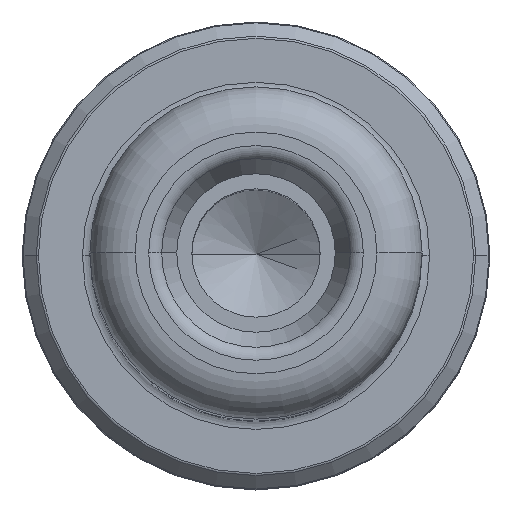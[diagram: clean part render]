
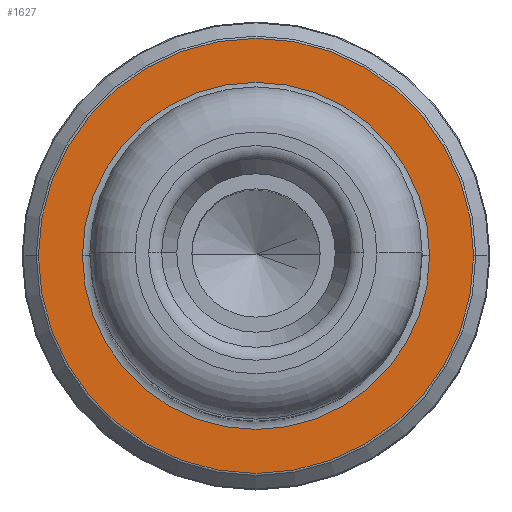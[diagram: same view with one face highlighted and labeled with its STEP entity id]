
A CAD part, top view. The second image highlights one B-rep face of the part: STEP entity #1627.
In plain terms, the highlighted planar face has unit normal (0, 0, 1).
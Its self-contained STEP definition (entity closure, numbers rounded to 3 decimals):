
#108 = ORIENTED_EDGE ( 'NONE', *, *, #2055, .T. ) ;
#141 = AXIS2_PLACEMENT_3D ( 'NONE', #1086, #2665, #2010 ) ;
#157 = EDGE_CURVE ( 'NONE', #2436, #2054, #1267, .T. ) ;
#225 = CARTESIAN_POINT ( 'NONE',  ( 11.5, 0., 24. ) ) ;
#280 = DIRECTION ( 'NONE',  ( 0., 0., 1. ) ) ;
#345 = CARTESIAN_POINT ( 'NONE',  ( -11.5, 0., 24. ) ) ;
#470 = DIRECTION ( 'NONE',  ( 0., 0., 1. ) ) ;
#496 = DIRECTION ( 'NONE',  ( 0., 0., -1. ) ) ;
#516 = DIRECTION ( 'NONE',  ( -1., 0., 0. ) ) ;
#525 = AXIS2_PLACEMENT_3D ( 'NONE', #888, #280, #2446 ) ;
#527 = VERTEX_POINT ( 'NONE', #345 ) ;
#641 = PLANE ( 'NONE',  #525 ) ;
#645 = CARTESIAN_POINT ( 'NONE',  ( 0., 0., 24. ) ) ;
#723 = EDGE_CURVE ( 'NONE', #527, #2034, #912, .T. ) ;
#802 = DIRECTION ( 'NONE',  ( 1., 0., 0. ) ) ;
#888 = CARTESIAN_POINT ( 'NONE',  ( 0., 0., 24. ) ) ;
#912 = CIRCLE ( 'NONE', #3161, 11.5 ) ;
#1086 = CARTESIAN_POINT ( 'NONE',  ( 0., 0., 24. ) ) ;
#1141 = AXIS2_PLACEMENT_3D ( 'NONE', #1379, #470, #802 ) ;
#1177 = CIRCLE ( 'NONE', #141, 14.417 ) ;
#1267 = CIRCLE ( 'NONE', #1141, 14.417 ) ;
#1379 = CARTESIAN_POINT ( 'NONE',  ( 0., 0., 24. ) ) ;
#1389 = AXIS2_PLACEMENT_3D ( 'NONE', #2031, #496, #516 ) ;
#1627 = ADVANCED_FACE ( 'NONE', ( #2792, #3953 ), #641, .T. ) ;
#1876 = DIRECTION ( 'NONE',  ( 0., 0., -1. ) ) ;
#2010 = DIRECTION ( 'NONE',  ( 1., 0., 0. ) ) ;
#2031 = CARTESIAN_POINT ( 'NONE',  ( 0., 0., 24. ) ) ;
#2034 = VERTEX_POINT ( 'NONE', #225 ) ;
#2054 = VERTEX_POINT ( 'NONE', #2990 ) ;
#2055 = EDGE_CURVE ( 'NONE', #2054, #2436, #1177, .T. ) ;
#2124 = EDGE_LOOP ( 'NONE', ( #108, #3746 ) ) ;
#2331 = EDGE_LOOP ( 'NONE', ( #3290, #3069 ) ) ;
#2436 = VERTEX_POINT ( 'NONE', #3475 ) ;
#2446 = DIRECTION ( 'NONE',  ( 1., 0., 0. ) ) ;
#2653 = EDGE_CURVE ( 'NONE', #2034, #527, #3133, .T. ) ;
#2665 = DIRECTION ( 'NONE',  ( 0., 0., 1. ) ) ;
#2792 = FACE_BOUND ( 'NONE', #2331, .T. ) ;
#2990 = CARTESIAN_POINT ( 'NONE',  ( 14.417, 0., 24. ) ) ;
#3069 = ORIENTED_EDGE ( 'NONE', *, *, #2653, .T. ) ;
#3115 = DIRECTION ( 'NONE',  ( -1., 0., 0. ) ) ;
#3133 = CIRCLE ( 'NONE', #1389, 11.5 ) ;
#3161 = AXIS2_PLACEMENT_3D ( 'NONE', #645, #1876, #3115 ) ;
#3290 = ORIENTED_EDGE ( 'NONE', *, *, #723, .T. ) ;
#3475 = CARTESIAN_POINT ( 'NONE',  ( -14.417, 0., 24. ) ) ;
#3746 = ORIENTED_EDGE ( 'NONE', *, *, #157, .T. ) ;
#3953 = FACE_OUTER_BOUND ( 'NONE', #2124, .T. ) ;
